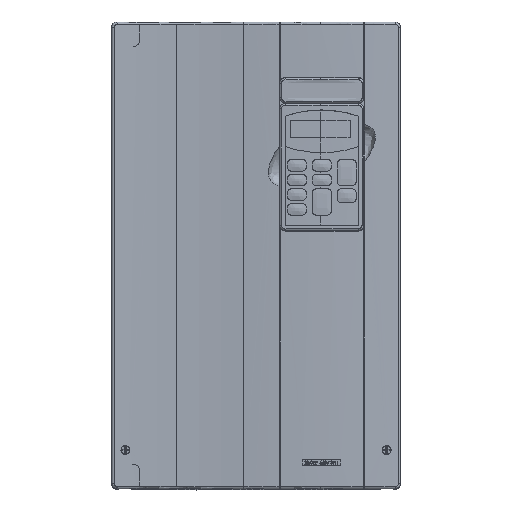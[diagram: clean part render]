
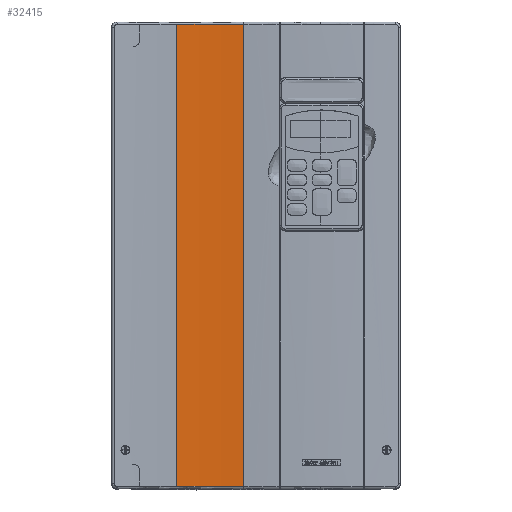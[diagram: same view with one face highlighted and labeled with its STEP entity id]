
A CAD part, top view. The second image highlights one B-rep face of the part: STEP entity #32415.
In plain terms, the highlighted cylindrical face has radius 674.116 mm (diameter 1348.23 mm), a partial arc.
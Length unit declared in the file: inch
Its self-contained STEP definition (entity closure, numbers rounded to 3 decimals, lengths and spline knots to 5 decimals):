
#410 = EDGE_LOOP ( 'NONE', ( #53751, #8382, #48977, #6758 ) ) ;
#3329 = AXIS2_PLACEMENT_3D ( 'NONE', #33222, #4587, #38012 ) ;
#4587 = DIRECTION ( 'NONE',  ( 0., 1., 0. ) ) ;
#5850 = CARTESIAN_POINT ( 'NONE',  ( -2.7, 7.87, 3.86922 ) ) ;
#6758 = ORIENTED_EDGE ( 'NONE', *, *, #12543, .F. ) ;
#8382 = ORIENTED_EDGE ( 'NONE', *, *, #36721, .T. ) ;
#11483 = DIRECTION ( 'NONE',  ( 0., -1., 0. ) ) ;
#11486 = CARTESIAN_POINT ( 'NONE',  ( -2.7, -7.87, 3.86922 ) ) ;
#12543 = EDGE_CURVE ( 'NONE', #54411, #16124, #28234, .T. ) ;
#16124 = VERTEX_POINT ( 'NONE', #58197 ) ;
#17524 = DIRECTION ( 'NONE',  ( 0., 0., -1. ) ) ;
#22997 = AXIS2_PLACEMENT_3D ( 'NONE', #40131, #11483, #44924 ) ;
#24052 = DIRECTION ( 'NONE',  ( 0., -1., 0. ) ) ;
#24130 = CARTESIAN_POINT ( 'NONE',  ( -0.42089, 7.87, 3.96726 ) ) ;
#26705 = VECTOR ( 'NONE', #58618, 39.37008 ) ;
#27916 = VECTOR ( 'NONE', #24052, 39.37008 ) ;
#28234 = LINE ( 'NONE', #40067, #26705 ) ;
#28428 = EDGE_CURVE ( 'NONE', #35498, #16124, #40694, .T. ) ;
#29615 = FACE_OUTER_BOUND ( 'NONE', #410, .T. ) ;
#32415 = ADVANCED_FACE ( 'NONE', ( #29615 ), #34810, .F. ) ;
#32449 = AXIS2_PLACEMENT_3D ( 'NONE', #60104, #45948, #17524 ) ;
#33222 = CARTESIAN_POINT ( 'NONE',  ( -2.7, 7.87, 30.40922 ) ) ;
#34810 = CYLINDRICAL_SURFACE ( 'NONE', #32449, 26.54 ) ;
#35498 = VERTEX_POINT ( 'NONE', #11486 ) ;
#36721 = EDGE_CURVE ( 'NONE', #49948, #35498, #51797, .T. ) ;
#38012 = DIRECTION ( 'NONE',  ( 0., 0., 1. ) ) ;
#39347 = CIRCLE ( 'NONE', #3329, 26.54 ) ;
#40067 = CARTESIAN_POINT ( 'NONE',  ( -0.42089, 7.95, 3.96726 ) ) ;
#40131 = CARTESIAN_POINT ( 'NONE',  ( -2.7, -7.87, 30.40922 ) ) ;
#40694 = CIRCLE ( 'NONE', #22997, 26.54 ) ;
#44924 = DIRECTION ( 'NONE',  ( 0., 0., 1. ) ) ;
#45948 = DIRECTION ( 'NONE',  ( 0., -1., 0. ) ) ;
#48013 = EDGE_CURVE ( 'NONE', #54411, #49948, #39347, .T. ) ;
#48977 = ORIENTED_EDGE ( 'NONE', *, *, #28428, .T. ) ;
#49948 = VERTEX_POINT ( 'NONE', #5850 ) ;
#51797 = LINE ( 'NONE', #52645, #27916 ) ;
#52645 = CARTESIAN_POINT ( 'NONE',  ( -2.7, 7.95, 3.86922 ) ) ;
#53751 = ORIENTED_EDGE ( 'NONE', *, *, #48013, .T. ) ;
#54411 = VERTEX_POINT ( 'NONE', #24130 ) ;
#58197 = CARTESIAN_POINT ( 'NONE',  ( -0.42089, -7.87, 3.96726 ) ) ;
#58618 = DIRECTION ( 'NONE',  ( 0., -1., 0. ) ) ;
#60104 = CARTESIAN_POINT ( 'NONE',  ( -2.7, 7.95, 30.40922 ) ) ;
